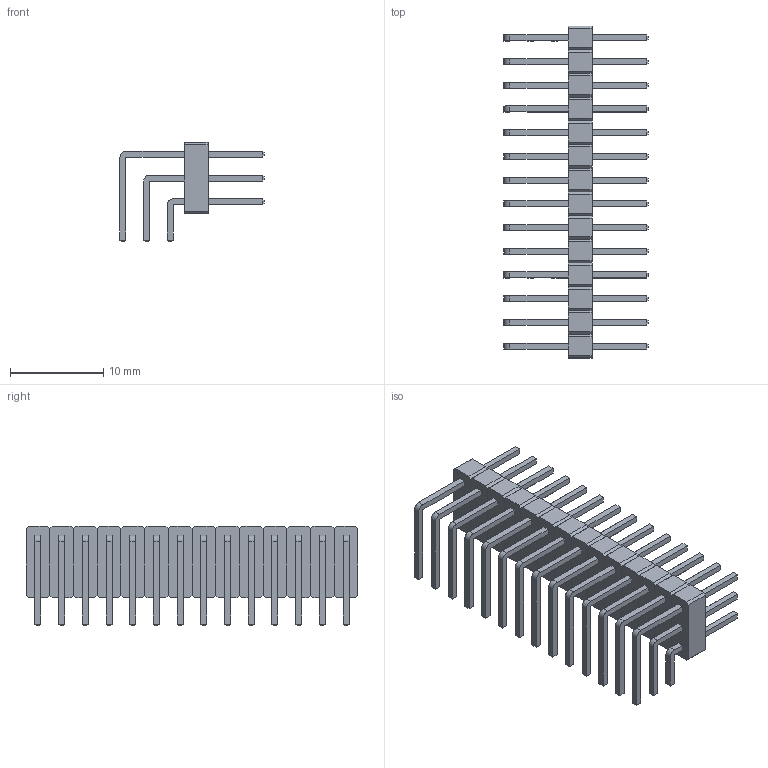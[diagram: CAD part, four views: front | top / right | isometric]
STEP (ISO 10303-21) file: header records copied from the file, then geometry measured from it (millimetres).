
FILE_DESCRIPTION(('FreeCAD Model'),'2;1');
FILE_NAME('Open CASCADE Shape Model','2022-01-07T04:58:23',( 'kicad StepUp'),('ksu MCAD'),'Open CASCADE STEP processor 7.5', 'FreeCAD','Unknown');
FILE_SCHEMA(('AUTOMOTIVE_DESIGN { 1 0 10303 214 1 1 1 1 }'));
Length unit declared in the file: millimetre
Products named in the file (1): PinHeader_3x14_P2.54mm_Horizontal
Bounding box: 15.44 x 35.56 x 10.62 mm (x, y, z)
Volume: 968.9 mm3; surface area: 3559.2 mm2
Topology: 56 solids, 56 shells, 1022 faces, 2394 edges, 1484 vertices
Faces by surface type: plane 980, cylinder 42
Entity records: 35945 total; most frequent: CARTESIAN_POINT 4901, ORIENTED_EDGE 4788, DIRECTION 4524, EDGE_CURVE 2394, LINE 2310, VECTOR 2310, VERTEX_POINT 1484, AXIS2_PLACEMENT_3D 1107
